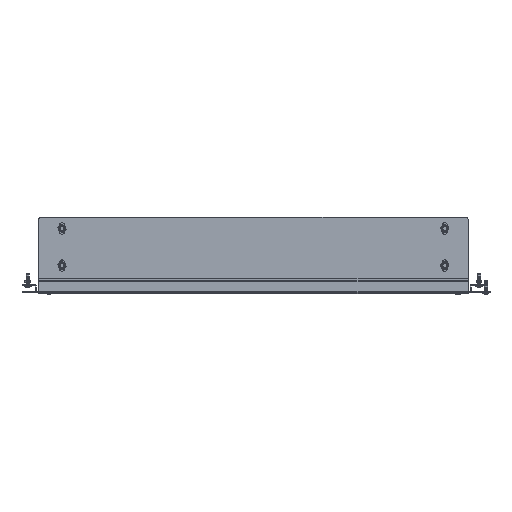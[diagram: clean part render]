
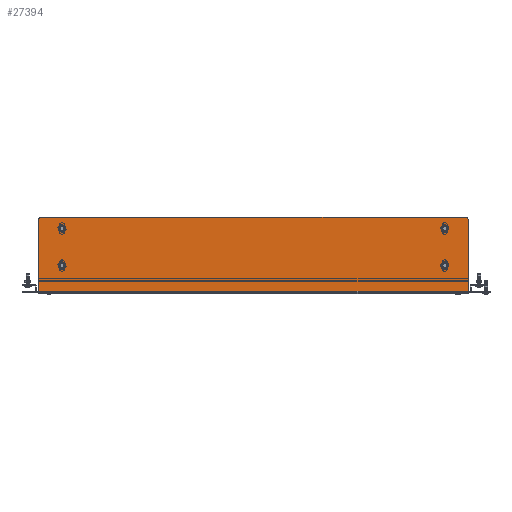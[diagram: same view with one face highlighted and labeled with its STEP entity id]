
A CAD part, front view. The second image highlights one B-rep face of the part: STEP entity #27394.
In plain terms, the highlighted planar face has unit normal (0, -1, 0).
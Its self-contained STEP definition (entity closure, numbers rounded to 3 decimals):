
#26 = DIRECTION ( 'NONE',  ( 0., 1., 0. ) ) ;
#277 = VECTOR ( 'NONE', #25944, 1000. ) ;
#667 = ORIENTED_EDGE ( 'NONE', *, *, #3087, .T. ) ;
#775 = ORIENTED_EDGE ( 'NONE', *, *, #14290, .T. ) ;
#1064 = DIRECTION ( 'NONE',  ( -1., 0., 0. ) ) ;
#1836 = CARTESIAN_POINT ( 'NONE',  ( -335., 0., 109.5 ) ) ;
#2034 = VERTEX_POINT ( 'NONE', #1836 ) ;
#2195 = DIRECTION ( 'NONE',  ( 0., 0., 1. ) ) ;
#2197 = CIRCLE ( 'NONE', #28295, 4.5 ) ;
#2942 = DIRECTION ( 'NONE',  ( 0., 0., 1. ) ) ;
#3087 = EDGE_CURVE ( 'NONE', #8059, #20558, #11546, .T. ) ;
#3384 = EDGE_LOOP ( 'NONE', ( #29092, #24093, #8763, #33492, #3912, #667 ) ) ;
#3619 = AXIS2_PLACEMENT_3D ( 'NONE', #4224, #8563, #19898 ) ;
#3688 = VERTEX_POINT ( 'NONE', #24541 ) ;
#3803 = CARTESIAN_POINT ( 'NONE',  ( -335., 0., 53.5 ) ) ;
#3912 = ORIENTED_EDGE ( 'NONE', *, *, #34234, .F. ) ;
#4224 = CARTESIAN_POINT ( 'NONE',  ( -371., 0., 129. ) ) ;
#4386 = FACE_BOUND ( 'NONE', #36352, .T. ) ;
#4585 = CARTESIAN_POINT ( 'NONE',  ( 335., 0., 114. ) ) ;
#4614 = ORIENTED_EDGE ( 'NONE', *, *, #32448, .T. ) ;
#4795 = CARTESIAN_POINT ( 'NONE',  ( -376., 0., 4. ) ) ;
#5021 = DIRECTION ( 'NONE',  ( 0., 1., 0. ) ) ;
#5221 = CARTESIAN_POINT ( 'NONE',  ( -376., 0., 129. ) ) ;
#5413 = EDGE_CURVE ( 'NONE', #29589, #31027, #11709, .T. ) ;
#6138 = VERTEX_POINT ( 'NONE', #3803 ) ;
#6631 = VERTEX_POINT ( 'NONE', #22291 ) ;
#7039 = CARTESIAN_POINT ( 'NONE',  ( 371., 0., 129. ) ) ;
#7047 = VERTEX_POINT ( 'NONE', #18746 ) ;
#7307 = LINE ( 'NONE', #15895, #13458 ) ;
#7495 = DIRECTION ( 'NONE',  ( 0., 1., 0. ) ) ;
#7562 = FACE_OUTER_BOUND ( 'NONE', #3384, .T. ) ;
#7687 = DIRECTION ( 'NONE',  ( 0., 0., -1. ) ) ;
#7877 = CIRCLE ( 'NONE', #32233, 4.5 ) ;
#7964 = EDGE_CURVE ( 'NONE', #31027, #29589, #2197, .T. ) ;
#8059 = VERTEX_POINT ( 'NONE', #27830 ) ;
#8512 = AXIS2_PLACEMENT_3D ( 'NONE', #36224, #5021, #33091 ) ;
#8563 = DIRECTION ( 'NONE',  ( 0., -1., 0. ) ) ;
#8705 = CARTESIAN_POINT ( 'NONE',  ( -376., 0., 0. ) ) ;
#8763 = ORIENTED_EDGE ( 'NONE', *, *, #17634, .T. ) ;
#10405 = CARTESIAN_POINT ( 'NONE',  ( 335., 0., 49. ) ) ;
#10548 = FACE_BOUND ( 'NONE', #21606, .T. ) ;
#11134 = AXIS2_PLACEMENT_3D ( 'NONE', #16932, #7495, #2942 ) ;
#11546 = CIRCLE ( 'NONE', #21028, 5. ) ;
#11709 = CIRCLE ( 'NONE', #11134, 4.5 ) ;
#12175 = ORIENTED_EDGE ( 'NONE', *, *, #13960, .T. ) ;
#12211 = EDGE_CURVE ( 'NONE', #7047, #28415, #35049, .T. ) ;
#12542 = VERTEX_POINT ( 'NONE', #22586 ) ;
#12612 = LINE ( 'NONE', #26325, #20983 ) ;
#12787 = FACE_BOUND ( 'NONE', #23378, .T. ) ;
#13051 = CARTESIAN_POINT ( 'NONE',  ( 335., 0., 53.5 ) ) ;
#13116 = EDGE_CURVE ( 'NONE', #2034, #3688, #33356, .T. ) ;
#13211 = AXIS2_PLACEMENT_3D ( 'NONE', #30355, #24945, #36298 ) ;
#13458 = VECTOR ( 'NONE', #7687, 1000. ) ;
#13960 = EDGE_CURVE ( 'NONE', #18537, #6138, #7877, .T. ) ;
#14230 = EDGE_CURVE ( 'NONE', #20558, #7047, #12612, .T. ) ;
#14290 = EDGE_CURVE ( 'NONE', #6631, #30235, #23309, .T. ) ;
#14867 = EDGE_CURVE ( 'NONE', #12542, #16833, #25571, .T. ) ;
#15049 = AXIS2_PLACEMENT_3D ( 'NONE', #4585, #19783, #30915 ) ;
#15309 = AXIS2_PLACEMENT_3D ( 'NONE', #18901, #35416, #32644 ) ;
#15569 = CARTESIAN_POINT ( 'NONE',  ( 335., 0., 118.5 ) ) ;
#15584 = VECTOR ( 'NONE', #20040, 1000. ) ;
#15895 = CARTESIAN_POINT ( 'NONE',  ( 376., 0., 0. ) ) ;
#16371 = DIRECTION ( 'NONE',  ( 0., 1., 0. ) ) ;
#16635 = AXIS2_PLACEMENT_3D ( 'NONE', #33550, #16860, #36144 ) ;
#16833 = VERTEX_POINT ( 'NONE', #4795 ) ;
#16860 = DIRECTION ( 'NONE',  ( 0., 1., 0. ) ) ;
#16932 = CARTESIAN_POINT ( 'NONE',  ( 335., 0., 49. ) ) ;
#17434 = CIRCLE ( 'NONE', #8512, 4.5 ) ;
#17634 = EDGE_CURVE ( 'NONE', #28415, #16833, #20219, .T. ) ;
#18537 = VERTEX_POINT ( 'NONE', #18686 ) ;
#18686 = CARTESIAN_POINT ( 'NONE',  ( -335., 0., 44.5 ) ) ;
#18746 = CARTESIAN_POINT ( 'NONE',  ( -371., 0., 134. ) ) ;
#18901 = CARTESIAN_POINT ( 'NONE',  ( 376., 0., 0. ) ) ;
#19717 = EDGE_CURVE ( 'NONE', #3688, #2034, #32027, .T. ) ;
#19783 = DIRECTION ( 'NONE',  ( 0., 1., 0. ) ) ;
#19898 = DIRECTION ( 'NONE',  ( 0., 0., 1. ) ) ;
#20040 = DIRECTION ( 'NONE',  ( -1., 0., 0. ) ) ;
#20219 = LINE ( 'NONE', #8705, #277 ) ;
#20221 = EDGE_CURVE ( 'NONE', #30235, #6631, #34391, .T. ) ;
#20558 = VERTEX_POINT ( 'NONE', #31173 ) ;
#20983 = VECTOR ( 'NONE', #1064, 1000. ) ;
#21028 = AXIS2_PLACEMENT_3D ( 'NONE', #7039, #22402, #21544 ) ;
#21544 = DIRECTION ( 'NONE',  ( 0., 0., 1. ) ) ;
#21569 = DIRECTION ( 'NONE',  ( 0., 0., 1. ) ) ;
#21606 = EDGE_LOOP ( 'NONE', ( #23108, #28048 ) ) ;
#21691 = PLANE ( 'NONE',  #15309 ) ;
#22291 = CARTESIAN_POINT ( 'NONE',  ( 335., 0., 109.5 ) ) ;
#22402 = DIRECTION ( 'NONE',  ( 0., -1., 0. ) ) ;
#22586 = CARTESIAN_POINT ( 'NONE',  ( 376., 0., 4. ) ) ;
#23108 = ORIENTED_EDGE ( 'NONE', *, *, #19717, .T. ) ;
#23309 = CIRCLE ( 'NONE', #15049, 4.5 ) ;
#23378 = EDGE_LOOP ( 'NONE', ( #34935, #32238 ) ) ;
#23715 = AXIS2_PLACEMENT_3D ( 'NONE', #34571, #26, #28101 ) ;
#24093 = ORIENTED_EDGE ( 'NONE', *, *, #12211, .T. ) ;
#24541 = CARTESIAN_POINT ( 'NONE',  ( -335., 0., 118.5 ) ) ;
#24945 = DIRECTION ( 'NONE',  ( 0., 1., 0. ) ) ;
#25571 = LINE ( 'NONE', #25940, #15584 ) ;
#25940 = CARTESIAN_POINT ( 'NONE',  ( 376., 0., 4. ) ) ;
#25944 = DIRECTION ( 'NONE',  ( 0., 0., -1. ) ) ;
#26325 = CARTESIAN_POINT ( 'NONE',  ( 376., 0., 134. ) ) ;
#27394 = ADVANCED_FACE ( 'NONE', ( #12787, #30395, #10548, #4386, #7562 ), #21691, .F. ) ;
#27830 = CARTESIAN_POINT ( 'NONE',  ( 376., 0., 129. ) ) ;
#28048 = ORIENTED_EDGE ( 'NONE', *, *, #13116, .T. ) ;
#28101 = DIRECTION ( 'NONE',  ( 0., 0., 1. ) ) ;
#28295 = AXIS2_PLACEMENT_3D ( 'NONE', #10405, #35641, #2195 ) ;
#28415 = VERTEX_POINT ( 'NONE', #5221 ) ;
#29092 = ORIENTED_EDGE ( 'NONE', *, *, #14230, .T. ) ;
#29200 = EDGE_LOOP ( 'NONE', ( #32325, #775 ) ) ;
#29589 = VERTEX_POINT ( 'NONE', #31752 ) ;
#30235 = VERTEX_POINT ( 'NONE', #15569 ) ;
#30355 = CARTESIAN_POINT ( 'NONE',  ( -335., 0., 114. ) ) ;
#30395 = FACE_BOUND ( 'NONE', #29200, .T. ) ;
#30915 = DIRECTION ( 'NONE',  ( 0., 0., 1. ) ) ;
#31027 = VERTEX_POINT ( 'NONE', #13051 ) ;
#31173 = CARTESIAN_POINT ( 'NONE',  ( 371., 0., 134. ) ) ;
#31752 = CARTESIAN_POINT ( 'NONE',  ( 335., 0., 44.5 ) ) ;
#32027 = CIRCLE ( 'NONE', #16635, 4.5 ) ;
#32233 = AXIS2_PLACEMENT_3D ( 'NONE', #36204, #16371, #21569 ) ;
#32238 = ORIENTED_EDGE ( 'NONE', *, *, #5413, .T. ) ;
#32325 = ORIENTED_EDGE ( 'NONE', *, *, #20221, .T. ) ;
#32448 = EDGE_CURVE ( 'NONE', #6138, #18537, #17434, .T. ) ;
#32644 = DIRECTION ( 'NONE',  ( 0., 0., 1. ) ) ;
#33091 = DIRECTION ( 'NONE',  ( 0., 0., 1. ) ) ;
#33356 = CIRCLE ( 'NONE', #13211, 4.5 ) ;
#33492 = ORIENTED_EDGE ( 'NONE', *, *, #14867, .F. ) ;
#33550 = CARTESIAN_POINT ( 'NONE',  ( -335., 0., 114. ) ) ;
#34234 = EDGE_CURVE ( 'NONE', #8059, #12542, #7307, .T. ) ;
#34391 = CIRCLE ( 'NONE', #23715, 4.5 ) ;
#34571 = CARTESIAN_POINT ( 'NONE',  ( 335., 0., 114. ) ) ;
#34935 = ORIENTED_EDGE ( 'NONE', *, *, #7964, .T. ) ;
#35049 = CIRCLE ( 'NONE', #3619, 5. ) ;
#35416 = DIRECTION ( 'NONE',  ( 0., 1., 0. ) ) ;
#35641 = DIRECTION ( 'NONE',  ( 0., 1., 0. ) ) ;
#36144 = DIRECTION ( 'NONE',  ( 0., 0., 1. ) ) ;
#36204 = CARTESIAN_POINT ( 'NONE',  ( -335., 0., 49. ) ) ;
#36224 = CARTESIAN_POINT ( 'NONE',  ( -335., 0., 49. ) ) ;
#36298 = DIRECTION ( 'NONE',  ( 0., 0., 1. ) ) ;
#36352 = EDGE_LOOP ( 'NONE', ( #4614, #12175 ) ) ;
